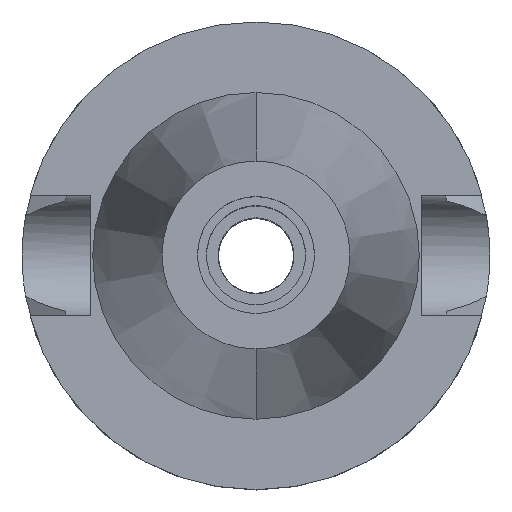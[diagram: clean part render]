
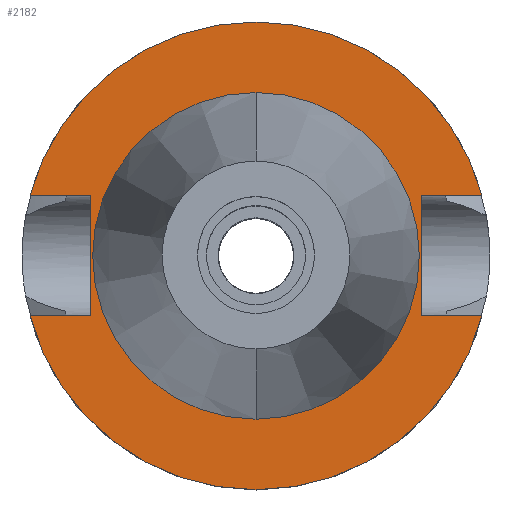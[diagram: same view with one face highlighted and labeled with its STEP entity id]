
A CAD part, top view. The second image highlights one B-rep face of the part: STEP entity #2182.
In plain terms, the highlighted planar face has unit normal (0, 0, 1).
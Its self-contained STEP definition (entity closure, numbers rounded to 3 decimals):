
#830=DIRECTION('',(1.,0.,0.));
#831=VECTOR('',#830,12.921);
#832=CARTESIAN_POINT('',(35.4,12.85,-1.5));
#833=LINE('',#832,#831);
#877=DIRECTION('',(0.,1.,0.));
#878=VECTOR('',#877,25.7);
#879=CARTESIAN_POINT('',(-35.4,-12.85,-1.5));
#880=LINE('',#879,#878);
#884=DIRECTION('',(-1.,0.,0.));
#885=VECTOR('',#884,12.921);
#886=CARTESIAN_POINT('',(-35.4,12.85,-1.5));
#887=LINE('',#886,#885);
#891=CARTESIAN_POINT('',(0.,0.,-1.5));
#892=DIRECTION('',(0.,0.,-1.));
#893=DIRECTION('',(-0.966,0.257,0.));
#894=AXIS2_PLACEMENT_3D('',#891,#892,#893);
#899=CARTESIAN_POINT('',(0.,0.,-1.5));
#900=DIRECTION('',(0.,0.,-1.));
#901=DIRECTION('',(0.,1.,0.));
#902=AXIS2_PLACEMENT_3D('',#899,#900,#901);
#907=DIRECTION('',(0.,-1.,0.));
#908=VECTOR('',#907,25.7);
#909=CARTESIAN_POINT('',(35.4,12.85,-1.5));
#910=LINE('',#909,#908);
#914=DIRECTION('',(1.,0.,0.));
#915=VECTOR('',#914,12.921);
#916=CARTESIAN_POINT('',(35.4,-12.85,-1.5));
#917=LINE('',#916,#915);
#921=CARTESIAN_POINT('',(0.,0.,-1.5));
#922=DIRECTION('',(0.,0.,-1.));
#923=DIRECTION('',(0.966,-0.257,0.));
#924=AXIS2_PLACEMENT_3D('',#921,#922,#923);
#929=CARTESIAN_POINT('',(0.,0.,-1.5));
#930=DIRECTION('',(0.,0.,-1.));
#931=DIRECTION('',(0.,-1.,0.));
#932=AXIS2_PLACEMENT_3D('',#929,#930,#931);
#937=CARTESIAN_POINT('',(0.,0.,-1.5));
#938=DIRECTION('',(0.,0.,1.));
#939=DIRECTION('',(0.,-1.,0.));
#940=AXIS2_PLACEMENT_3D('',#937,#938,#939);
#945=CARTESIAN_POINT('',(0.,0.,-1.5));
#946=DIRECTION('',(0.,0.,1.));
#947=DIRECTION('',(0.,1.,0.));
#948=AXIS2_PLACEMENT_3D('',#945,#946,#947);
#983=DIRECTION('',(-1.,0.,0.));
#984=VECTOR('',#983,12.921);
#985=CARTESIAN_POINT('',(-35.4,-12.85,-1.5));
#986=LINE('',#985,#984);
#1369=CARTESIAN_POINT('',(-35.4,-12.85,-1.5));
#1370=VERTEX_POINT('',#1369);
#1371=CARTESIAN_POINT('',(-48.321,-12.85,-1.5));
#1372=VERTEX_POINT('',#1371);
#1375=CARTESIAN_POINT('',(-35.4,12.85,-1.5));
#1376=VERTEX_POINT('',#1375);
#1377=CARTESIAN_POINT('',(-48.321,12.85,-1.5));
#1378=VERTEX_POINT('',#1377);
#1379=CARTESIAN_POINT('',(0.,50.,-1.5));
#1380=CARTESIAN_POINT('',(48.321,12.85,-1.5));
#1381=VERTEX_POINT('',#1379);
#1382=VERTEX_POINT('',#1380);
#1383=CARTESIAN_POINT('',(35.4,12.85,-1.5));
#1384=VERTEX_POINT('',#1383);
#1385=CARTESIAN_POINT('',(35.4,-12.85,-1.5));
#1386=VERTEX_POINT('',#1385);
#1387=CARTESIAN_POINT('',(48.321,-12.85,-1.5));
#1388=VERTEX_POINT('',#1387);
#1389=CARTESIAN_POINT('',(0.,-50.,-1.5));
#1390=VERTEX_POINT('',#1389);
#1391=CARTESIAN_POINT('',(0.,-34.925,-1.5));
#1392=CARTESIAN_POINT('',(0.,34.925,-1.5));
#1393=VERTEX_POINT('',#1391);
#1394=VERTEX_POINT('',#1392);
#2151=CARTESIAN_POINT('',(0.,0.,-1.5));
#2152=DIRECTION('',(0.,0.,-1.));
#2153=DIRECTION('',(0.,-1.,0.));
#2154=AXIS2_PLACEMENT_3D('',#2151,#2152,#2153);
#2155=PLANE('',#2154);
#2157=ORIENTED_EDGE('',*,*,#2156,.T.);
#2159=ORIENTED_EDGE('',*,*,#2158,.T.);
#2161=ORIENTED_EDGE('',*,*,#2160,.T.);
#2163=ORIENTED_EDGE('',*,*,#2162,.T.);
#2164=ORIENTED_EDGE('',*,*,#2127,.F.);
#2165=ORIENTED_EDGE('',*,*,#2141,.T.);
#2167=ORIENTED_EDGE('',*,*,#2166,.T.);
#2169=ORIENTED_EDGE('',*,*,#2168,.T.);
#2171=ORIENTED_EDGE('',*,*,#2170,.T.);
#2173=ORIENTED_EDGE('',*,*,#2172,.F.);
#2174=EDGE_LOOP('',(#2157,#2159,#2161,#2163,#2164,#2165,#2167,#2169,#2171,
#2173));
#2175=FACE_OUTER_BOUND('',#2174,.F.);
#2177=ORIENTED_EDGE('',*,*,#2176,.T.);
#2179=ORIENTED_EDGE('',*,*,#2178,.T.);
#2180=EDGE_LOOP('',(#2177,#2179));
#2181=FACE_BOUND('',#2180,.F.);
#895=CIRCLE('',#894,50.);
#903=CIRCLE('',#902,50.);
#925=CIRCLE('',#924,50.);
#933=CIRCLE('',#932,50.);
#941=CIRCLE('',#940,34.925);
#949=CIRCLE('',#948,34.925);
#2127=EDGE_CURVE('',#1384,#1382,#833,.T.);
#2141=EDGE_CURVE('',#1384,#1386,#910,.T.);
#2156=EDGE_CURVE('',#1370,#1376,#880,.T.);
#2158=EDGE_CURVE('',#1376,#1378,#887,.T.);
#2160=EDGE_CURVE('',#1378,#1381,#895,.T.);
#2162=EDGE_CURVE('',#1381,#1382,#903,.T.);
#2166=EDGE_CURVE('',#1386,#1388,#917,.T.);
#2168=EDGE_CURVE('',#1388,#1390,#925,.T.);
#2170=EDGE_CURVE('',#1390,#1372,#933,.T.);
#2172=EDGE_CURVE('',#1370,#1372,#986,.T.);
#2176=EDGE_CURVE('',#1393,#1394,#941,.T.);
#2178=EDGE_CURVE('',#1394,#1393,#949,.T.);
#2182=ADVANCED_FACE('',(#2175,#2181),#2155,.F.);
